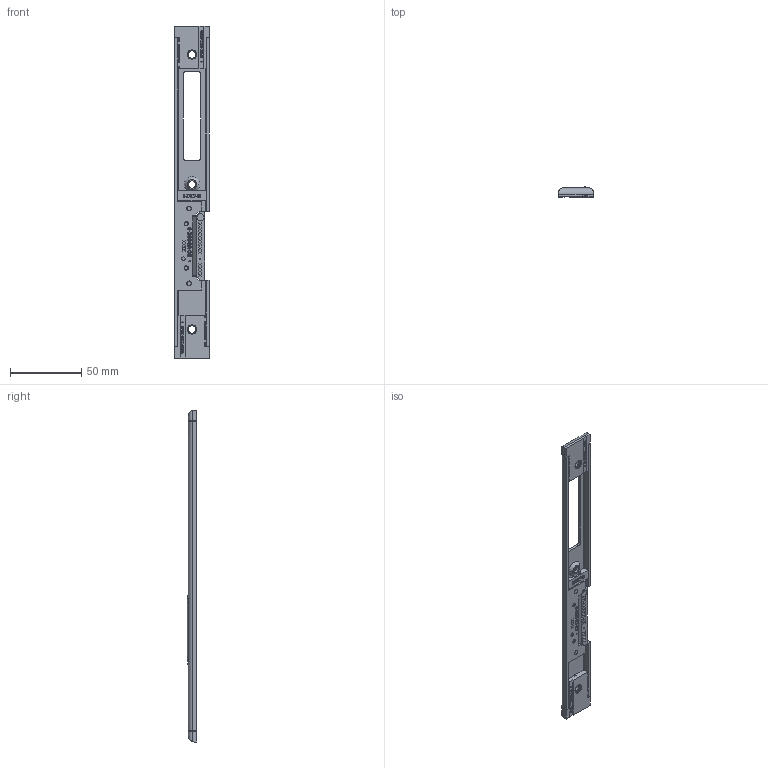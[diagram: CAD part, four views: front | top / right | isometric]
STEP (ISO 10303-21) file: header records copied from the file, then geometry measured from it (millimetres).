
FILE_DESCRIPTION((''),'2;1');
FILE_NAME('63736701L00_BD01_SW0001','2019-08-28T08:55:53',('Hanselmann.T'),(''),'CREO PARAMETRIC BY PTC INC, 2019164','CREO PARAMETRIC BY PTC INC, 2019164','');
FILE_SCHEMA(('CONFIG_CONTROL_DESIGN'));
Length unit declared in the file: millimetre
Products named in the file (1): 63736701L00_BD01_SW0001
Bounding box: 24 x 7 x 232.6 mm (x, y, z)
Volume: 19251.6 mm3; surface area: 18213.4 mm2
Topology: 1 solids, 1 shells, 2438 faces, 6876 edges, 4524 vertices
Faces by surface type: plane 2138, cylinder 182, cone 72, sphere 16, bspline 16, torus 14
Entity records: 78650 total; most frequent: CARTESIAN_POINT 15930, ORIENTED_EDGE 13704, DIRECTION 11770, EDGE_CURVE 6852, VECTOR 6182, LINE 6182, VERTEX_POINT 4524, AXIS2_PLACEMENT_3D 2794
